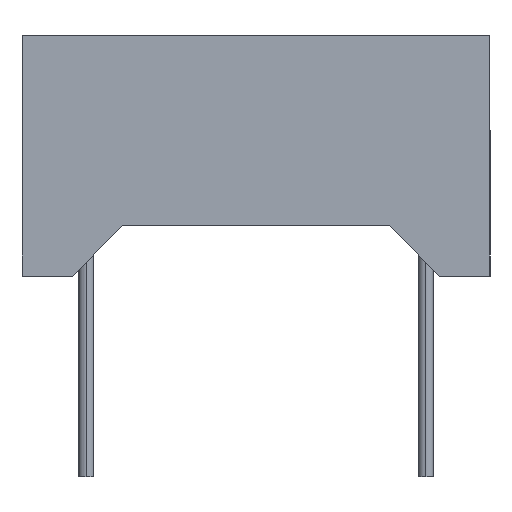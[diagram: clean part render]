
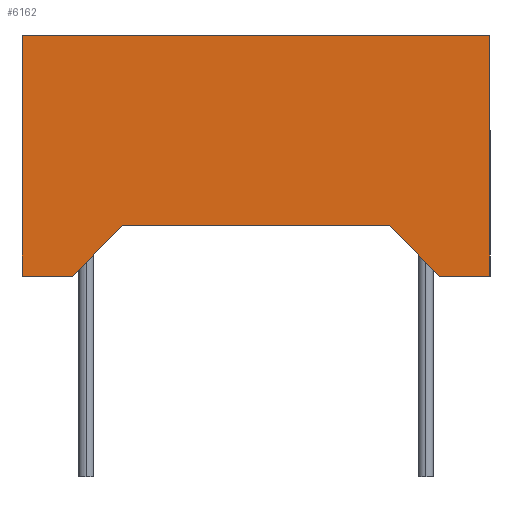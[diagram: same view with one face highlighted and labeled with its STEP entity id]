
A CAD part, left-side view. The second image highlights one B-rep face of the part: STEP entity #6162.
In plain terms, the highlighted planar face has unit normal (-1, 0, 0).
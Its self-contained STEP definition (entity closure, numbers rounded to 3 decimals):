
#199 = VECTOR ( 'NONE', #2282, 1000. ) ;
#594 = CARTESIAN_POINT ( 'NONE',  ( -15., 7., 0. ) ) ;
#696 = CARTESIAN_POINT ( 'NONE',  ( -15., -7., 0. ) ) ;
#700 = LINE ( 'NONE', #7823, #4369 ) ;
#908 = VECTOR ( 'NONE', #4576, 1000. ) ;
#1343 = DIRECTION ( 'NONE',  ( -1., 0., 0. ) ) ;
#1396 = ORIENTED_EDGE ( 'NONE', *, *, #4889, .T. ) ;
#1460 = EDGE_CURVE ( 'NONE', #1743, #2012, #2877, .T. ) ;
#1743 = VERTEX_POINT ( 'NONE', #2832 ) ;
#1824 = ORIENTED_EDGE ( 'NONE', *, *, #4604, .T. ) ;
#1865 = FACE_OUTER_BOUND ( 'NONE', #7607, .T. ) ;
#1922 = ORIENTED_EDGE ( 'NONE', *, *, #5836, .T. ) ;
#1942 = CARTESIAN_POINT ( 'NONE',  ( -15., 7., 0. ) ) ;
#2012 = VERTEX_POINT ( 'NONE', #3629 ) ;
#2282 = DIRECTION ( 'NONE',  ( 0., -0.707, 0.707 ) ) ;
#2533 = LINE ( 'NONE', #2980, #6177 ) ;
#2717 = ORIENTED_EDGE ( 'NONE', *, *, #5233, .F. ) ;
#2732 = DIRECTION ( 'NONE',  ( 0., -1., 0. ) ) ;
#2832 = CARTESIAN_POINT ( 'NONE',  ( -15., 4., 1.5 ) ) ;
#2859 = CARTESIAN_POINT ( 'NONE',  ( -15., 7., 7.2 ) ) ;
#2877 = LINE ( 'NONE', #8216, #908 ) ;
#2980 = CARTESIAN_POINT ( 'NONE',  ( -15., 7., 0. ) ) ;
#3019 = EDGE_CURVE ( 'NONE', #2012, #5043, #8557, .T. ) ;
#3033 = ORIENTED_EDGE ( 'NONE', *, *, #5470, .T. ) ;
#3388 = DIRECTION ( 'NONE',  ( 0., -1., 0. ) ) ;
#3561 = VECTOR ( 'NONE', #4776, 1000. ) ;
#3629 = CARTESIAN_POINT ( 'NONE',  ( -15., -4., 1.5 ) ) ;
#3778 = LINE ( 'NONE', #8406, #3561 ) ;
#3896 = ORIENTED_EDGE ( 'NONE', *, *, #9339, .T. ) ;
#4066 = VERTEX_POINT ( 'NONE', #7109 ) ;
#4369 = VECTOR ( 'NONE', #2732, 1000. ) ;
#4475 = VECTOR ( 'NONE', #8022, 1000. ) ;
#4576 = DIRECTION ( 'NONE',  ( 0., -1., 0. ) ) ;
#4604 = EDGE_CURVE ( 'NONE', #5043, #7493, #700, .T. ) ;
#4670 = VECTOR ( 'NONE', #8892, 1000. ) ;
#4776 = DIRECTION ( 'NONE',  ( 0., 1., 0. ) ) ;
#4889 = EDGE_CURVE ( 'NONE', #4066, #9294, #3778, .T. ) ;
#4993 = CARTESIAN_POINT ( 'NONE',  ( -15., 5.5, 0. ) ) ;
#5043 = VERTEX_POINT ( 'NONE', #8595 ) ;
#5233 = EDGE_CURVE ( 'NONE', #8994, #9294, #2533, .T. ) ;
#5272 = AXIS2_PLACEMENT_3D ( 'NONE', #594, #1343, #6460 ) ;
#5326 = LINE ( 'NONE', #1942, #8744 ) ;
#5470 = EDGE_CURVE ( 'NONE', #8249, #1743, #5607, .T. ) ;
#5607 = LINE ( 'NONE', #6655, #199 ) ;
#5827 = CARTESIAN_POINT ( 'NONE',  ( -15., 7., 0. ) ) ;
#5836 = EDGE_CURVE ( 'NONE', #8994, #8249, #5326, .T. ) ;
#5957 = CARTESIAN_POINT ( 'NONE',  ( -15., -5.5, 0. ) ) ;
#6162 = ADVANCED_FACE ( 'NONE', ( #1865 ), #9348, .T. ) ;
#6177 = VECTOR ( 'NONE', #7353, 1000. ) ;
#6460 = DIRECTION ( 'NONE',  ( 0., 0., 1. ) ) ;
#6655 = CARTESIAN_POINT ( 'NONE',  ( -15., 4., 1.5 ) ) ;
#6742 = LINE ( 'NONE', #696, #4475 ) ;
#6953 = ORIENTED_EDGE ( 'NONE', *, *, #3019, .T. ) ;
#7109 = CARTESIAN_POINT ( 'NONE',  ( -15., -7., 7.2 ) ) ;
#7353 = DIRECTION ( 'NONE',  ( 0., 0., 1. ) ) ;
#7493 = VERTEX_POINT ( 'NONE', #7649 ) ;
#7607 = EDGE_LOOP ( 'NONE', ( #8677, #6953, #1824, #3896, #1396, #2717, #1922, #3033 ) ) ;
#7649 = CARTESIAN_POINT ( 'NONE',  ( -15., -7., 0. ) ) ;
#7823 = CARTESIAN_POINT ( 'NONE',  ( -15., 0., 0. ) ) ;
#8022 = DIRECTION ( 'NONE',  ( 0., 0., 1. ) ) ;
#8216 = CARTESIAN_POINT ( 'NONE',  ( -15., -4., 1.5 ) ) ;
#8249 = VERTEX_POINT ( 'NONE', #4993 ) ;
#8406 = CARTESIAN_POINT ( 'NONE',  ( -15., 7., 7.2 ) ) ;
#8557 = LINE ( 'NONE', #5957, #4670 ) ;
#8595 = CARTESIAN_POINT ( 'NONE',  ( -15., -5.5, 0. ) ) ;
#8677 = ORIENTED_EDGE ( 'NONE', *, *, #1460, .T. ) ;
#8744 = VECTOR ( 'NONE', #3388, 1000. ) ;
#8892 = DIRECTION ( 'NONE',  ( 0., -0.707, -0.707 ) ) ;
#8994 = VERTEX_POINT ( 'NONE', #5827 ) ;
#9294 = VERTEX_POINT ( 'NONE', #2859 ) ;
#9339 = EDGE_CURVE ( 'NONE', #7493, #4066, #6742, .T. ) ;
#9348 = PLANE ( 'NONE',  #5272 ) ;
